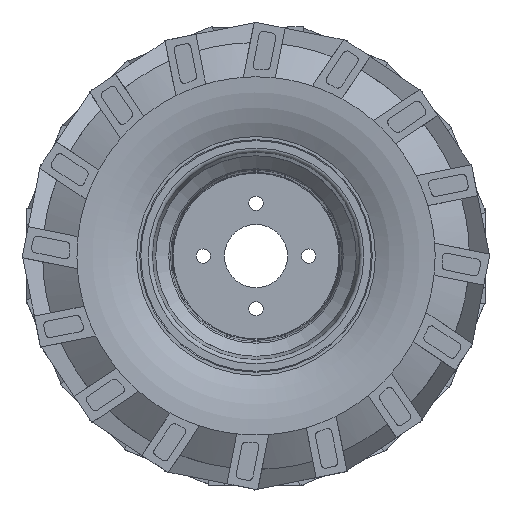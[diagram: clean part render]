
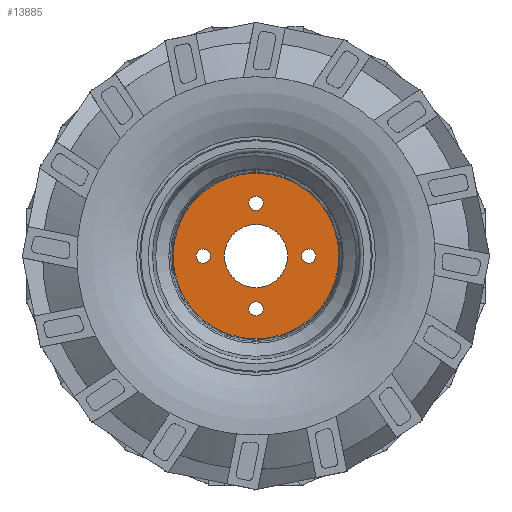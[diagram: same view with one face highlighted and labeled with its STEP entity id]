
A CAD part, top view. The second image highlights one B-rep face of the part: STEP entity #13885.
In plain terms, the highlighted planar face has unit normal (0, 0, 1).
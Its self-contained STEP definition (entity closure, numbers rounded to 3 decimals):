
#626=PLANE('',#15173);
#684=FACE_BOUND('',#2432,.T.);
#685=FACE_BOUND('',#2433,.T.);
#686=FACE_BOUND('',#2434,.T.);
#687=FACE_BOUND('',#2435,.T.);
#688=FACE_BOUND('',#2436,.T.);
#1624=FACE_OUTER_BOUND('',#2431,.T.);
#2431=EDGE_LOOP('',(#12848));
#2432=EDGE_LOOP('',(#12849));
#2433=EDGE_LOOP('',(#12850));
#2434=EDGE_LOOP('',(#12851));
#2435=EDGE_LOOP('',(#12852));
#2436=EDGE_LOOP('',(#12853));
#2907=CIRCLE('',#15091,6.75);
#2913=CIRCLE('',#15101,6.75);
#2919=CIRCLE('',#15111,6.75);
#2925=CIRCLE('',#15121,6.75);
#2960=CIRCLE('',#15169,78.725);
#2963=CIRCLE('',#15174,30.);
#6801=VERTEX_POINT('',#27259);
#6806=VERTEX_POINT('',#27276);
#6811=VERTEX_POINT('',#27293);
#6816=VERTEX_POINT('',#27310);
#6846=VERTEX_POINT('',#27394);
#6849=VERTEX_POINT('',#27404);
#8793=EDGE_CURVE('',#6801,#6801,#2907,.T.);
#8801=EDGE_CURVE('',#6806,#6806,#2913,.T.);
#8809=EDGE_CURVE('',#6811,#6811,#2919,.T.);
#8817=EDGE_CURVE('',#6816,#6816,#2925,.T.);
#8858=EDGE_CURVE('',#6846,#6846,#2960,.T.);
#8862=EDGE_CURVE('',#6849,#6849,#2963,.T.);
#12848=ORIENTED_EDGE('',*,*,#8858,.T.);
#12849=ORIENTED_EDGE('',*,*,#8793,.T.);
#12850=ORIENTED_EDGE('',*,*,#8801,.T.);
#12851=ORIENTED_EDGE('',*,*,#8809,.T.);
#12852=ORIENTED_EDGE('',*,*,#8817,.T.);
#12853=ORIENTED_EDGE('',*,*,#8862,.T.);
#13885=ADVANCED_FACE('',(#1624,#684,#685,#686,#687,#688),#626,.F.);
#15091=AXIS2_PLACEMENT_3D('',#27261,#18771,#18772);
#15101=AXIS2_PLACEMENT_3D('',#27278,#18793,#18794);
#15111=AXIS2_PLACEMENT_3D('',#27295,#18815,#18816);
#15121=AXIS2_PLACEMENT_3D('',#27312,#18837,#18838);
#15169=AXIS2_PLACEMENT_3D('',#27396,#18939,#18940);
#15173=AXIS2_PLACEMENT_3D('',#27403,#18948,#18949);
#15174=AXIS2_PLACEMENT_3D('',#27405,#18950,#18951);
#18771=DIRECTION('center_axis',(0.,0.,-1.));
#18772=DIRECTION('ref_axis',(0.,-1.,0.));
#18793=DIRECTION('center_axis',(0.,0.,-1.));
#18794=DIRECTION('ref_axis',(1.,0.,0.));
#18815=DIRECTION('center_axis',(0.,0.,-1.));
#18816=DIRECTION('ref_axis',(0.,1.,0.));
#18837=DIRECTION('center_axis',(0.,0.,-1.));
#18838=DIRECTION('ref_axis',(-1.,0.,0.));
#18939=DIRECTION('center_axis',(0.,0.,1.));
#18940=DIRECTION('ref_axis',(0.,-1.,0.));
#18948=DIRECTION('center_axis',(0.,0.,-1.));
#18949=DIRECTION('ref_axis',(-1.,0.,0.));
#18950=DIRECTION('center_axis',(0.,0.,-1.));
#18951=DIRECTION('ref_axis',(1.,0.,0.));
#27259=CARTESIAN_POINT('',(50.,6.75,-85.25));
#27261=CARTESIAN_POINT('Origin',(50.,0.,-85.25));
#27276=CARTESIAN_POINT('',(-6.75,50.,-85.25));
#27278=CARTESIAN_POINT('Origin',(0.,50.,-85.25));
#27293=CARTESIAN_POINT('',(-50.,-6.75,-85.25));
#27295=CARTESIAN_POINT('Origin',(-50.,0.,-85.25));
#27310=CARTESIAN_POINT('',(6.75,-50.,-85.25));
#27312=CARTESIAN_POINT('Origin',(0.,-50.,-85.25));
#27394=CARTESIAN_POINT('',(78.725,0.,-85.25));
#27396=CARTESIAN_POINT('Origin',(0.,0.,-85.25));
#27403=CARTESIAN_POINT('Origin',(0.,30.,-85.25));
#27404=CARTESIAN_POINT('',(0.,-30.,-85.25));
#27405=CARTESIAN_POINT('Origin',(0.,0.,-85.25));
